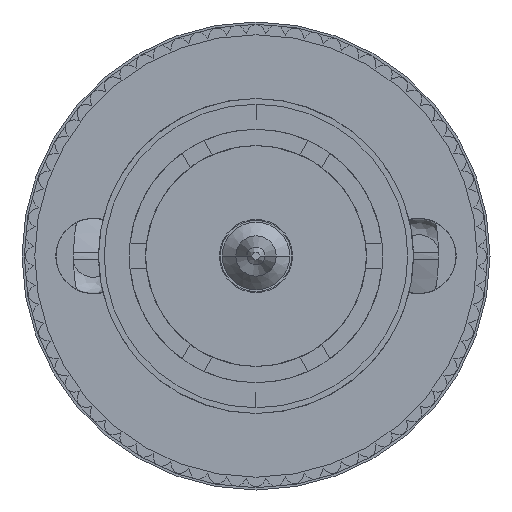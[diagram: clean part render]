
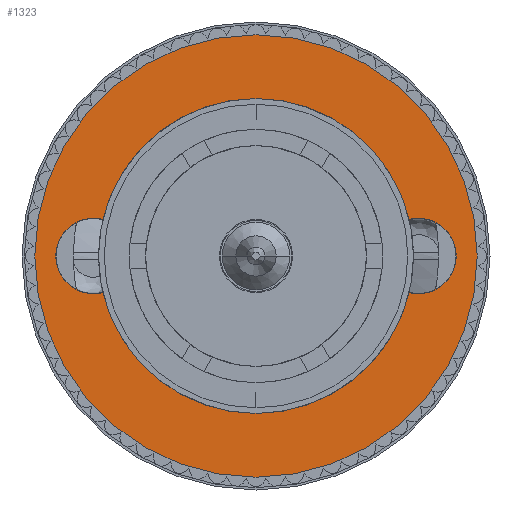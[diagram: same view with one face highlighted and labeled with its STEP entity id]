
A CAD part, front view. The second image highlights one B-rep face of the part: STEP entity #1323.
In plain terms, the highlighted face is planar.
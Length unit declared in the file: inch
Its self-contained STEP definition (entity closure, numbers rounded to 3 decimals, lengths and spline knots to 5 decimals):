
#55 = DIRECTION ( 'NONE',  ( 1., 0., 0. ) ) ;
#130 = AXIS2_PLACEMENT_3D ( 'NONE', #13322, #9250, #4128 ) ;
#134 = DIRECTION ( 'NONE',  ( 0., 0., 1. ) ) ;
#238 = EDGE_CURVE ( 'NONE', #11534, #9450, #4162, .T. ) ;
#422 = CARTESIAN_POINT ( 'NONE',  ( -0.194, 0., 0. ) ) ;
#864 = CARTESIAN_POINT ( 'NONE',  ( 0., 0., 0. ) ) ;
#929 = DIRECTION ( 'NONE',  ( 0., 0., 1. ) ) ;
#974 = ORIENTED_EDGE ( 'NONE', *, *, #6858, .F. ) ;
#1033 = CARTESIAN_POINT ( 'NONE',  ( 0., -0.2, 0. ) ) ;
#1120 = DIRECTION ( 'NONE',  ( 0., 0., 1. ) ) ;
#1221 = VERTEX_POINT ( 'NONE', #2415 ) ;
#1320 = CIRCLE ( 'NONE', #10149, 0.194 ) ;
#1323 = ADVANCED_FACE ( 'NONE', ( #8952, #1732 ), #2879, .T. ) ;
#1326 = CIRCLE ( 'NONE', #12750, 0.194 ) ;
#1476 = VERTEX_POINT ( 'NONE', #13349 ) ;
#1606 = DIRECTION ( 'NONE',  ( 1., 0., 0. ) ) ;
#1732 = FACE_OUTER_BOUND ( 'NONE', #9522, .T. ) ;
#1858 = ORIENTED_EDGE ( 'NONE', *, *, #5510, .T. ) ;
#1891 = CARTESIAN_POINT ( 'NONE',  ( 0., 0., 0. ) ) ;
#1908 = DIRECTION ( 'NONE',  ( 0., 0., 1. ) ) ;
#2113 = ORIENTED_EDGE ( 'NONE', *, *, #7443, .F. ) ;
#2125 = CARTESIAN_POINT ( 'NONE',  ( 0., -0.2, 0. ) ) ;
#2180 = VERTEX_POINT ( 'NONE', #7771 ) ;
#2415 = CARTESIAN_POINT ( 'NONE',  ( 0.0465, -0.2, 0. ) ) ;
#2418 = CIRCLE ( 'NONE', #6937, 0.2725 ) ;
#2424 = ORIENTED_EDGE ( 'NONE', *, *, #5942, .F. ) ;
#2512 = VERTEX_POINT ( 'NONE', #9385 ) ;
#2549 = DIRECTION ( 'NONE',  ( 0., 0., 1. ) ) ;
#2590 = DIRECTION ( 'NONE',  ( 0., 0., 1. ) ) ;
#2671 = DIRECTION ( 'NONE',  ( 0., 0., 1. ) ) ;
#2731 = CARTESIAN_POINT ( 'NONE',  ( 0.0451, -0.18868, 0. ) ) ;
#2763 = CARTESIAN_POINT ( 'NONE',  ( -0.0451, 0.18868, 0. ) ) ;
#2810 = CIRCLE ( 'NONE', #4323, 0.2725 ) ;
#2826 = AXIS2_PLACEMENT_3D ( 'NONE', #5980, #929, #5847 ) ;
#2879 = PLANE ( 'NONE',  #2826 ) ;
#3152 = CARTESIAN_POINT ( 'NONE',  ( -0.0451, -0.18868, 0. ) ) ;
#3505 = ORIENTED_EDGE ( 'NONE', *, *, #9296, .F. ) ;
#3612 = CARTESIAN_POINT ( 'NONE',  ( 0., 0., 0. ) ) ;
#3928 = ORIENTED_EDGE ( 'NONE', *, *, #7730, .F. ) ;
#4128 = DIRECTION ( 'NONE',  ( 1., 0., 0. ) ) ;
#4149 = CIRCLE ( 'NONE', #8033, 0.194 ) ;
#4162 = CIRCLE ( 'NONE', #4598, 0.0465 ) ;
#4233 = DIRECTION ( 'NONE',  ( 0., 0., 1. ) ) ;
#4323 = AXIS2_PLACEMENT_3D ( 'NONE', #864, #9217, #12273 ) ;
#4401 = CARTESIAN_POINT ( 'NONE',  ( 0., 0.2, 0. ) ) ;
#4512 = ORIENTED_EDGE ( 'NONE', *, *, #238, .F. ) ;
#4598 = AXIS2_PLACEMENT_3D ( 'NONE', #4401, #10488, #12442 ) ;
#4828 = DIRECTION ( 'NONE',  ( 0., 0., 1. ) ) ;
#4911 = CIRCLE ( 'NONE', #12469, 0.0465 ) ;
#5000 = VERTEX_POINT ( 'NONE', #2763 ) ;
#5257 = EDGE_LOOP ( 'NONE', ( #974, #2424, #3505, #4512, #6879, #3928, #12105, #12879, #2113, #7376 ) ) ;
#5340 = EDGE_CURVE ( 'NONE', #5793, #11534, #1320, .T. ) ;
#5455 = VERTEX_POINT ( 'NONE', #3152 ) ;
#5510 = EDGE_CURVE ( 'NONE', #1476, #6385, #2810, .T. ) ;
#5773 = CARTESIAN_POINT ( 'NONE',  ( 0., 0., 0. ) ) ;
#5793 = VERTEX_POINT ( 'NONE', #12125 ) ;
#5847 = DIRECTION ( 'NONE',  ( 1., 0., 0. ) ) ;
#5942 = EDGE_CURVE ( 'NONE', #2512, #5000, #11651, .T. ) ;
#5980 = CARTESIAN_POINT ( 'NONE',  ( 0.2725, 0., 0. ) ) ;
#6385 = VERTEX_POINT ( 'NONE', #13153 ) ;
#6858 = EDGE_CURVE ( 'NONE', #5000, #7628, #1326, .T. ) ;
#6879 = ORIENTED_EDGE ( 'NONE', *, *, #5340, .F. ) ;
#6937 = AXIS2_PLACEMENT_3D ( 'NONE', #11610, #134, #12557 ) ;
#7027 = AXIS2_PLACEMENT_3D ( 'NONE', #1891, #4233, #55 ) ;
#7305 = CARTESIAN_POINT ( 'NONE',  ( 0., 0.2, 0. ) ) ;
#7343 = EDGE_CURVE ( 'NONE', #2180, #1221, #10041, .T. ) ;
#7376 = ORIENTED_EDGE ( 'NONE', *, *, #12876, .F. ) ;
#7443 = EDGE_CURVE ( 'NONE', #5455, #2180, #9173, .T. ) ;
#7628 = VERTEX_POINT ( 'NONE', #422 ) ;
#7669 = AXIS2_PLACEMENT_3D ( 'NONE', #1033, #1908, #9125 ) ;
#7677 = CIRCLE ( 'NONE', #7027, 0.194 ) ;
#7681 = CARTESIAN_POINT ( 'NONE',  ( 0., 0., 0. ) ) ;
#7730 = EDGE_CURVE ( 'NONE', #13021, #5793, #7677, .T. ) ;
#7771 = CARTESIAN_POINT ( 'NONE',  ( -0.0465, -0.2, 0. ) ) ;
#7989 = CARTESIAN_POINT ( 'NONE',  ( 0.0451, 0.18868, 0. ) ) ;
#8033 = AXIS2_PLACEMENT_3D ( 'NONE', #3612, #2671, #10579 ) ;
#8068 = EDGE_CURVE ( 'NONE', #1221, #13021, #10262, .T. ) ;
#8394 = DIRECTION ( 'NONE',  ( -1., 0., 0. ) ) ;
#8618 = AXIS2_PLACEMENT_3D ( 'NONE', #7305, #1120, #8394 ) ;
#8674 = CARTESIAN_POINT ( 'NONE',  ( 0., 0.2, 0. ) ) ;
#8952 = FACE_BOUND ( 'NONE', #5257, .T. ) ;
#8957 = AXIS2_PLACEMENT_3D ( 'NONE', #2125, #10098, #10236 ) ;
#9002 = CARTESIAN_POINT ( 'NONE',  ( 0.0465, 0.2, 0. ) ) ;
#9125 = DIRECTION ( 'NONE',  ( 1., 0., 0. ) ) ;
#9173 = CIRCLE ( 'NONE', #7669, 0.0465 ) ;
#9217 = DIRECTION ( 'NONE',  ( 0., 0., 1. ) ) ;
#9250 = DIRECTION ( 'NONE',  ( 0., 0., 1. ) ) ;
#9296 = EDGE_CURVE ( 'NONE', #9450, #2512, #4911, .T. ) ;
#9385 = CARTESIAN_POINT ( 'NONE',  ( -0.0465, 0.2, 0. ) ) ;
#9450 = VERTEX_POINT ( 'NONE', #9002 ) ;
#9522 = EDGE_LOOP ( 'NONE', ( #11791, #1858 ) ) ;
#9892 = DIRECTION ( 'NONE',  ( 1., 0., 0. ) ) ;
#10041 = CIRCLE ( 'NONE', #130, 0.0465 ) ;
#10098 = DIRECTION ( 'NONE',  ( 0., 0., 1. ) ) ;
#10149 = AXIS2_PLACEMENT_3D ( 'NONE', #7681, #2549, #1606 ) ;
#10236 = DIRECTION ( 'NONE',  ( 1., 0., 0. ) ) ;
#10262 = CIRCLE ( 'NONE', #8957, 0.0465 ) ;
#10488 = DIRECTION ( 'NONE',  ( 0., 0., 1. ) ) ;
#10579 = DIRECTION ( 'NONE',  ( 1., 0., 0. ) ) ;
#11534 = VERTEX_POINT ( 'NONE', #7989 ) ;
#11610 = CARTESIAN_POINT ( 'NONE',  ( 0., 0., 0. ) ) ;
#11651 = CIRCLE ( 'NONE', #8618, 0.0465 ) ;
#11791 = ORIENTED_EDGE ( 'NONE', *, *, #12564, .T. ) ;
#12105 = ORIENTED_EDGE ( 'NONE', *, *, #8068, .F. ) ;
#12125 = CARTESIAN_POINT ( 'NONE',  ( 0.194, 0., 0. ) ) ;
#12273 = DIRECTION ( 'NONE',  ( 1., 0., 0. ) ) ;
#12442 = DIRECTION ( 'NONE',  ( -1., 0., 0. ) ) ;
#12469 = AXIS2_PLACEMENT_3D ( 'NONE', #8674, #2590, #12806 ) ;
#12557 = DIRECTION ( 'NONE',  ( 1., 0., 0. ) ) ;
#12564 = EDGE_CURVE ( 'NONE', #6385, #1476, #2418, .T. ) ;
#12750 = AXIS2_PLACEMENT_3D ( 'NONE', #5773, #4828, #9892 ) ;
#12806 = DIRECTION ( 'NONE',  ( -1., 0., 0. ) ) ;
#12876 = EDGE_CURVE ( 'NONE', #7628, #5455, #4149, .T. ) ;
#12879 = ORIENTED_EDGE ( 'NONE', *, *, #7343, .F. ) ;
#13021 = VERTEX_POINT ( 'NONE', #2731 ) ;
#13153 = CARTESIAN_POINT ( 'NONE',  ( 0.2725, 0., 0. ) ) ;
#13322 = CARTESIAN_POINT ( 'NONE',  ( 0., -0.2, 0. ) ) ;
#13349 = CARTESIAN_POINT ( 'NONE',  ( -0.2725, 0., 0. ) ) ;
